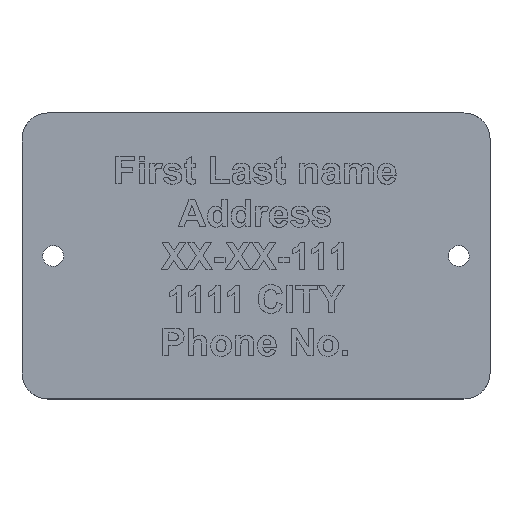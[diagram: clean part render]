
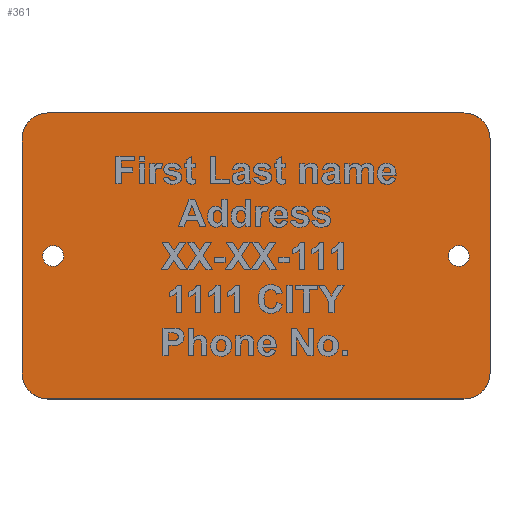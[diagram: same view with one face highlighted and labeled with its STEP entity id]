
A CAD part, top view. The second image highlights one B-rep face of the part: STEP entity #361.
In plain terms, the highlighted free-form (B-spline) face has degree [1, 1] with [2, 2] control points.
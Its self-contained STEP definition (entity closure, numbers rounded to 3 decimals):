
#24 = VERTEX_POINT('',#25);
#25 = CARTESIAN_POINT('',(88.99,23.531,0.));
#30 = EDGE_CURVE('',#24,#24,#31,.T.);
#31 = ( BOUNDED_CURVE() B_SPLINE_CURVE(2,(#32,#33,#34,#35,#36,#37,#38),
.UNSPECIFIED.,.T.,.F.) B_SPLINE_CURVE_WITH_KNOTS((3,2,2,3),(
    3.142,5.236,7.33,9.425),
.PIECEWISE_BEZIER_KNOTS.) CURVE() GEOMETRIC_REPRESENTATION_ITEM() 
RATIONAL_B_SPLINE_CURVE((1.,0.5,1.,0.5,1.,0.5,1.)) REPRESENTATION_ITEM(
  '') );
#32 = CARTESIAN_POINT('',(88.99,23.531,0.));
#33 = CARTESIAN_POINT('',(88.99,20.567,0.));
#34 = CARTESIAN_POINT('',(91.557,22.049,0.));
#35 = CARTESIAN_POINT('',(94.124,23.531,0.));
#36 = CARTESIAN_POINT('',(91.557,25.013,0.));
#37 = CARTESIAN_POINT('',(88.99,26.495,0.));
#38 = CARTESIAN_POINT('',(88.99,23.531,0.));
#76 = VERTEX_POINT('',#77);
#77 = CARTESIAN_POINT('',(155.733,23.531,0.));
#82 = EDGE_CURVE('',#76,#76,#83,.T.);
#83 = ( BOUNDED_CURVE() B_SPLINE_CURVE(2,(#84,#85,#86,#87,#88,#89,#90),
.UNSPECIFIED.,.T.,.F.) B_SPLINE_CURVE_WITH_KNOTS((3,2,2,3),(
    3.142,5.236,7.33,9.425),
.PIECEWISE_BEZIER_KNOTS.) CURVE() GEOMETRIC_REPRESENTATION_ITEM() 
RATIONAL_B_SPLINE_CURVE((1.,0.5,1.,0.5,1.,0.5,1.)) REPRESENTATION_ITEM(
  '') );
#84 = CARTESIAN_POINT('',(155.733,23.531,0.));
#85 = CARTESIAN_POINT('',(155.733,20.567,0.));
#86 = CARTESIAN_POINT('',(158.3,22.049,0.));
#87 = CARTESIAN_POINT('',(160.867,23.531,0.));
#88 = CARTESIAN_POINT('',(158.3,25.013,0.));
#89 = CARTESIAN_POINT('',(155.733,26.495,0.));
#90 = CARTESIAN_POINT('',(155.733,23.531,0.));
#125 = EDGE_CURVE('',#126,#128,#130,.T.);
#126 = VERTEX_POINT('',#127);
#127 = CARTESIAN_POINT('',(89.846,47.062,0.));
#128 = VERTEX_POINT('',#129);
#129 = CARTESIAN_POINT('',(85.567,42.784,0.));
#130 = ( BOUNDED_CURVE() B_SPLINE_CURVE(2,(#131,#132,#133),
.UNSPECIFIED.,.F.,.F.) B_SPLINE_CURVE_WITH_KNOTS((3,3),(0.,
1.571),.PIECEWISE_BEZIER_KNOTS.) CURVE() 
GEOMETRIC_REPRESENTATION_ITEM() RATIONAL_B_SPLINE_CURVE((1.,
0.707,1.)) REPRESENTATION_ITEM('') );
#131 = CARTESIAN_POINT('',(89.846,47.062,0.));
#132 = CARTESIAN_POINT('',(85.567,47.062,0.));
#133 = CARTESIAN_POINT('',(85.567,42.784,0.));
#165 = EDGE_CURVE('',#166,#128,#168,.T.);
#166 = VERTEX_POINT('',#167);
#167 = CARTESIAN_POINT('',(85.567,4.278,0.));
#168 = B_SPLINE_CURVE_WITH_KNOTS('',1,(#169,#170),.UNSPECIFIED.,.F.,.F.,
  (2,2),(0.,45.),.PIECEWISE_BEZIER_KNOTS.);
#169 = CARTESIAN_POINT('',(85.567,4.278,0.));
#170 = CARTESIAN_POINT('',(85.567,42.784,0.));
#193 = EDGE_CURVE('',#166,#194,#196,.T.);
#194 = VERTEX_POINT('',#195);
#195 = CARTESIAN_POINT('',(89.846,0.,0.));
#196 = ( BOUNDED_CURVE() B_SPLINE_CURVE(2,(#197,#198,#199),
.UNSPECIFIED.,.F.,.F.) B_SPLINE_CURVE_WITH_KNOTS((3,3),(0.,
1.571),.PIECEWISE_BEZIER_KNOTS.) CURVE() 
GEOMETRIC_REPRESENTATION_ITEM() RATIONAL_B_SPLINE_CURVE((1.,
0.707,1.)) REPRESENTATION_ITEM('') );
#197 = CARTESIAN_POINT('',(85.567,4.278,0.));
#198 = CARTESIAN_POINT('',(85.567,0.,0.));
#199 = CARTESIAN_POINT('',(89.846,0.,0.));
#225 = EDGE_CURVE('',#226,#194,#228,.T.);
#226 = VERTEX_POINT('',#227);
#227 = CARTESIAN_POINT('',(158.3,0.,0.));
#228 = B_SPLINE_CURVE_WITH_KNOTS('',1,(#229,#230),.UNSPECIFIED.,.F.,.F.,
  (2,2),(-77.,3.),.PIECEWISE_BEZIER_KNOTS.);
#229 = CARTESIAN_POINT('',(158.3,0.,0.));
#230 = CARTESIAN_POINT('',(89.846,0.,0.));
#253 = EDGE_CURVE('',#226,#254,#256,.T.);
#254 = VERTEX_POINT('',#255);
#255 = CARTESIAN_POINT('',(162.578,4.278,0.));
#256 = ( BOUNDED_CURVE() B_SPLINE_CURVE(2,(#257,#258,#259),
.UNSPECIFIED.,.F.,.F.) B_SPLINE_CURVE_WITH_KNOTS((3,3),(0.,
1.571),.PIECEWISE_BEZIER_KNOTS.) CURVE() 
GEOMETRIC_REPRESENTATION_ITEM() RATIONAL_B_SPLINE_CURVE((1.,
0.707,1.)) REPRESENTATION_ITEM('') );
#257 = CARTESIAN_POINT('',(158.3,0.,0.));
#258 = CARTESIAN_POINT('',(162.578,0.,0.));
#259 = CARTESIAN_POINT('',(162.578,4.278,0.));
#285 = EDGE_CURVE('',#254,#286,#288,.T.);
#286 = VERTEX_POINT('',#287);
#287 = CARTESIAN_POINT('',(162.578,42.784,0.));
#288 = B_SPLINE_CURVE_WITH_KNOTS('',1,(#289,#290),.UNSPECIFIED.,.F.,.F.,
  (2,2),(0.,45.),.PIECEWISE_BEZIER_KNOTS.);
#289 = CARTESIAN_POINT('',(162.578,4.278,0.));
#290 = CARTESIAN_POINT('',(162.578,42.784,0.));
#313 = EDGE_CURVE('',#286,#314,#316,.T.);
#314 = VERTEX_POINT('',#315);
#315 = CARTESIAN_POINT('',(158.3,47.062,0.));
#316 = ( BOUNDED_CURVE() B_SPLINE_CURVE(2,(#317,#318,#319),
.UNSPECIFIED.,.F.,.F.) B_SPLINE_CURVE_WITH_KNOTS((3,3),(0.,
1.571),.PIECEWISE_BEZIER_KNOTS.) CURVE() 
GEOMETRIC_REPRESENTATION_ITEM() RATIONAL_B_SPLINE_CURVE((1.,
0.707,1.)) REPRESENTATION_ITEM('') );
#317 = CARTESIAN_POINT('',(162.578,42.784,0.));
#318 = CARTESIAN_POINT('',(162.578,47.062,0.));
#319 = CARTESIAN_POINT('',(158.3,47.062,0.));
#345 = EDGE_CURVE('',#126,#314,#346,.T.);
#346 = B_SPLINE_CURVE_WITH_KNOTS('',1,(#347,#348),.UNSPECIFIED.,.F.,.F.,
  (2,2),(-77.,3.),.PIECEWISE_BEZIER_KNOTS.);
#347 = CARTESIAN_POINT('',(89.846,47.062,0.));
#348 = CARTESIAN_POINT('',(158.3,47.062,0.));
#361 = ADVANCED_FACE('',(#362,#372,#375),#378,.T.);
#362 = FACE_BOUND('',#363,.T.);
#363 = EDGE_LOOP('',(#364,#365,#366,#367,#368,#369,#370,#371));
#364 = ORIENTED_EDGE('',*,*,#345,.F.);
#365 = ORIENTED_EDGE('',*,*,#125,.T.);
#366 = ORIENTED_EDGE('',*,*,#165,.F.);
#367 = ORIENTED_EDGE('',*,*,#193,.T.);
#368 = ORIENTED_EDGE('',*,*,#225,.F.);
#369 = ORIENTED_EDGE('',*,*,#253,.T.);
#370 = ORIENTED_EDGE('',*,*,#285,.T.);
#371 = ORIENTED_EDGE('',*,*,#313,.T.);
#372 = FACE_BOUND('',#373,.T.);
#373 = EDGE_LOOP('',(#374));
#374 = ORIENTED_EDGE('',*,*,#82,.F.);
#375 = FACE_BOUND('',#376,.T.);
#376 = EDGE_LOOP('',(#377));
#377 = ORIENTED_EDGE('',*,*,#30,.F.);
#378 = B_SPLINE_SURFACE_WITH_KNOTS('',1,1,(
    (#379,#380)
    ,(#381,#382
    )),.UNSPECIFIED.,.F.,.F.,.F.,(2,2),(2,2),(-45.,45.),(-27.5
    ,27.5),.PIECEWISE_BEZIER_KNOTS.);
#379 = CARTESIAN_POINT('',(85.567,0.,0.));
#380 = CARTESIAN_POINT('',(85.567,47.062,0.));
#381 = CARTESIAN_POINT('',(162.578,0.,0.));
#382 = CARTESIAN_POINT('',(162.578,47.062,0.));
